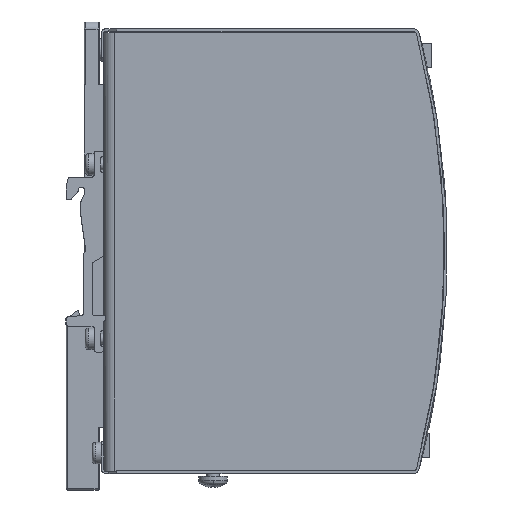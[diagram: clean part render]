
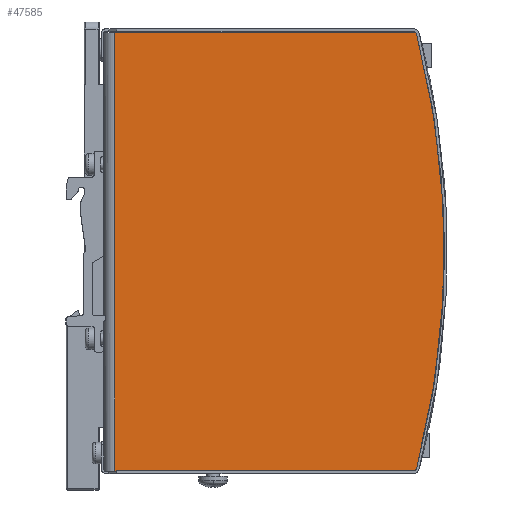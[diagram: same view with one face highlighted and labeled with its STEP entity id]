
A CAD part, front view. The second image highlights one B-rep face of the part: STEP entity #47585.
In plain terms, the highlighted planar face has unit normal (0, -1, 0).
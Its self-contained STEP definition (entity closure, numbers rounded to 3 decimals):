
#4786=CARTESIAN_POINT('',(-145.,-20.,0.154));
#4787=DIRECTION('',(0.,-1.,0.));
#4788=DIRECTION('',(0.968,0.,-0.252));
#4789=AXIS2_PLACEMENT_3D('',#4786,#4787,#4788);
#4791=CARTESIAN_POINT('',(86.281,-20.,-60.096));
#4792=DIRECTION('',(0.,-1.,0.));
#4793=DIRECTION('',(0.,0.,-1.));
#4794=AXIS2_PLACEMENT_3D('',#4791,#4792,#4793);
#4796=DIRECTION('',(1.,0.,0.));
#4797=VECTOR('',#4796,82.702);
#4798=CARTESIAN_POINT('',(3.579,-20.,-61.096));
#4799=LINE('',#4798,#4797);
#4800=DIRECTION('',(0.,0.,1.));
#4801=VECTOR('',#4800,0.054);
#4802=CARTESIAN_POINT('',(3.579,-20.,-61.15));
#4803=LINE('',#4802,#4801);
#4804=DIRECTION('',(1.,0.,0.));
#4805=VECTOR('',#4804,0.579);
#4806=CARTESIAN_POINT('',(3.,-20.,-61.15));
#4807=LINE('',#4806,#4805);
#4808=CARTESIAN_POINT('',(86.693,-20.,60.65));
#4809=DIRECTION('',(0.,-1.,0.));
#4810=DIRECTION('',(0.611,0.,0.792));
#4811=AXIS2_PLACEMENT_3D('',#4808,#4809,#4810);
#4813=CARTESIAN_POINT('',(86.693,-20.,60.65));
#4814=DIRECTION('',(0.,-1.,0.));
#4815=DIRECTION('',(0.967,0.,0.253));
#4816=AXIS2_PLACEMENT_3D('',#4813,#4814,#4815);
#4818=CARTESIAN_POINT('',(-145.,-20.,0.));
#4819=DIRECTION('',(0.,-1.,0.));
#4820=DIRECTION('',(1.,0.,0.));
#4821=AXIS2_PLACEMENT_3D('',#4818,#4819,#4820);
#4874=DIRECTION('',(0.,0.,1.));
#4875=VECTOR('',#4874,122.3);
#4876=CARTESIAN_POINT('',(3.,-20.,-61.15));
#4877=LINE('',#4876,#4875);
#8195=DIRECTION('',(1.,0.,0.));
#8196=VECTOR('',#8195,83.693);
#8197=CARTESIAN_POINT('',(3.,-20.,61.15));
#8198=LINE('',#8197,#8196);
#34041=CARTESIAN_POINT('',(87.177,-20.,60.777));
#34043=VERTEX_POINT('',#34041);
#34055=CARTESIAN_POINT('',(86.999,-20.,61.046));
#34056=CARTESIAN_POINT('',(86.693,-20.,61.15));
#34057=VERTEX_POINT('',#34055);
#34058=VERTEX_POINT('',#34056);
#34067=CARTESIAN_POINT('',(3.,-20.,-61.15));
#34068=CARTESIAN_POINT('',(3.,-20.,61.15));
#34069=VERTEX_POINT('',#34067);
#34070=VERTEX_POINT('',#34068);
#39739=CARTESIAN_POINT('',(95.,-20.,0.077));
#39741=VERTEX_POINT('',#39739);
#39751=CARTESIAN_POINT('',(3.579,-20.,-61.15));
#39753=VERTEX_POINT('',#39751);
#39787=CARTESIAN_POINT('',(87.249,-20.,-60.348));
#39788=VERTEX_POINT('',#39787);
#39789=CARTESIAN_POINT('',(86.281,-20.,-61.096));
#39790=VERTEX_POINT('',#39789);
#39791=CARTESIAN_POINT('',(3.579,-20.,-61.096));
#39792=VERTEX_POINT('',#39791);
#47562=CARTESIAN_POINT('',(130.,-20.,-61.15));
#47563=DIRECTION('',(0.,-1.,0.));
#47564=DIRECTION('',(0.,0.,-1.));
#47565=AXIS2_PLACEMENT_3D('',#47562,#47563,#47564);
#47566=PLANE('',#47565);
#47567=ORIENTED_EDGE('',*,*,#43398,.F.);
#47569=ORIENTED_EDGE('',*,*,#47568,.F.);
#47571=ORIENTED_EDGE('',*,*,#47570,.F.);
#47572=ORIENTED_EDGE('',*,*,#44694,.F.);
#47573=ORIENTED_EDGE('',*,*,#44723,.F.);
#47575=ORIENTED_EDGE('',*,*,#47574,.T.);
#47577=ORIENTED_EDGE('',*,*,#47576,.T.);
#47579=ORIENTED_EDGE('',*,*,#47578,.F.);
#47581=ORIENTED_EDGE('',*,*,#47580,.F.);
#47582=ORIENTED_EDGE('',*,*,#47547,.F.);
#47583=EDGE_LOOP('',(#47567,#47569,#47571,#47572,#47573,#47575,#47577,#47579,
#47581,#47582));
#47584=FACE_OUTER_BOUND('',#47583,.F.);
#47585=ADVANCED_FACE('',(#47584),#47566,.T.);
#4790=CIRCLE('',#4789,240.);
#4795=CIRCLE('',#4794,1.);
#4812=CIRCLE('',#4811,0.5);
#4817=CIRCLE('',#4816,0.5);
#4822=CIRCLE('',#4821,240.);
#43398=EDGE_CURVE('',#39788,#39741,#4790,.T.);
#44694=EDGE_CURVE('',#39753,#39792,#4803,.T.);
#44723=EDGE_CURVE('',#34069,#39753,#4807,.T.);
#47547=EDGE_CURVE('',#39741,#34043,#4822,.T.);
#47568=EDGE_CURVE('',#39790,#39788,#4795,.T.);
#47570=EDGE_CURVE('',#39792,#39790,#4799,.T.);
#47574=EDGE_CURVE('',#34069,#34070,#4877,.T.);
#47576=EDGE_CURVE('',#34070,#34058,#8198,.T.);
#47578=EDGE_CURVE('',#34057,#34058,#4812,.T.);
#47580=EDGE_CURVE('',#34043,#34057,#4817,.T.);
